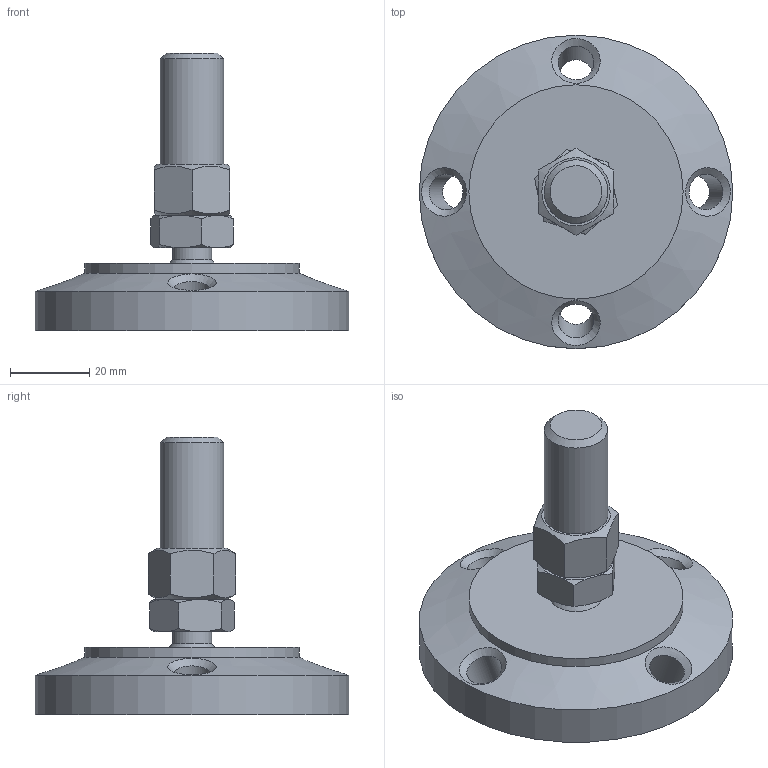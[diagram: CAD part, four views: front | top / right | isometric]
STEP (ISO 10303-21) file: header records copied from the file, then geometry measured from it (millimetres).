
FILE_DESCRIPTION(/* description */ ('GK Stellf. POM schwarz D 79 PSB'),/* implementation_level */ '2;1');
FILE_NAME(/* name */ 'SF0529S_A.stp',/* time_stamp */ '2015-12-23T08:28:17+01:00',/* author */ ('Marina Kaa'),/* organization */ (''),/* preprocessor_version */ 'ST-DEVELOPER v15.6',/* originating_system */ 'Autodesk Inventor 2015',/* authorisation */ '');
FILE_SCHEMA (('AUTOMOTIVE_DESIGN { 1 0 10303 214 3 1 1 }'));
Length unit declared in the file: millimetre
Products named in the file (4): ME9601500_A; ME14160640370_A; ME1700016_A; SF0529S_A
Bounding box: 79 x 79 x 70.03 mm (x, y, z)
Volume: 79990.7 mm3; surface area: 19368.3 mm2
Topology: 3 solids, 3 shells, 53 faces, 133 edges, 86 vertices
Faces by surface type: plane 19, cone 18, cylinder 10, bspline 4, sphere 2
Full cylindrical faces by diameter (mm): 9 x4, 9.9 x1, 13 x1, 13.835 x1, 16 x1, 54 x1, 79 x1
Entity records: 1952 total; most frequent: CARTESIAN_POINT 818, ORIENTED_EDGE 210, DIRECTION 202, EDGE_CURVE 105, AXIS2_PLACEMENT_3D 89, EDGE_LOOP 82, VERTEX_POINT 77, FACE_OUTER_BOUND 53
